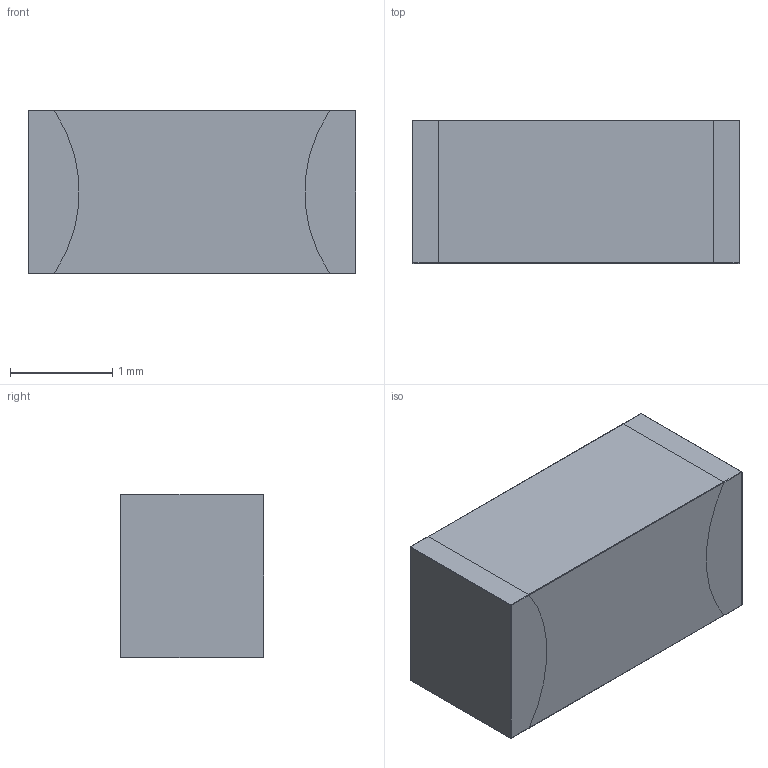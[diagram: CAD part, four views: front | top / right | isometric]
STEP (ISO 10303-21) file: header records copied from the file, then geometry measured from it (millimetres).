
FILE_DESCRIPTION (( 'STEP AP214' ), '1' );
FILE_NAME ('C1206-H1.4.STEP', '2024-06-08T08:03:28', ( '' ), ( '' ), 'SwSTEP 2.0', 'SolidWorks 2022', '' );
FILE_SCHEMA (( 'AUTOMOTIVE_DESIGN' ));
Length unit declared in the file: millimetre
Products named in the file (1): C1206-H1.4
Bounding box: 3.2 x 1.4 x 1.6 mm (x, y, z)
Volume: 7.2 mm3; surface area: 33.1 mm2
Topology: 3 solids, 3 shells, 92 faces, 224 edges, 136 vertices
Faces by surface type: plane 36, cylinder 24, bspline 24, sphere 8
Entity records: 4728 total; most frequent: CARTESIAN_POINT 2213, ORIENTED_EDGE 432, DIRECTION 322, EDGE_CURVE 216, VERTEX_POINT 136, LINE 120, VECTOR 120, AXIS2_PLACEMENT_3D 101
